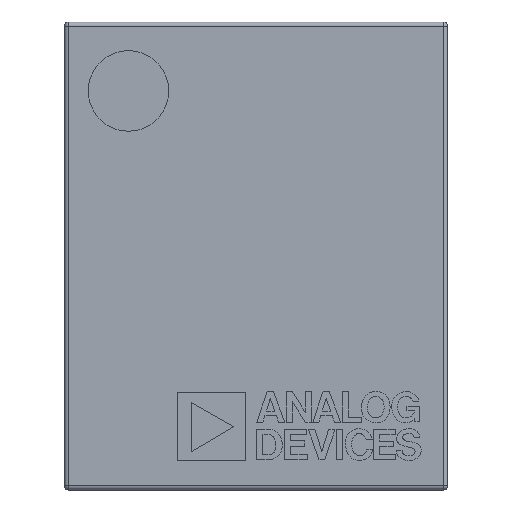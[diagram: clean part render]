
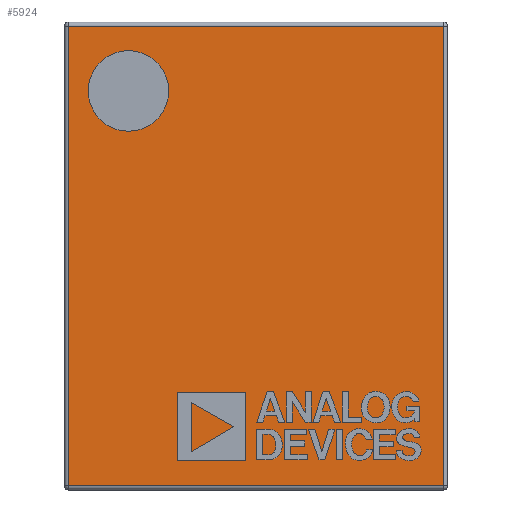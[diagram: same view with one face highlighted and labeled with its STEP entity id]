
A CAD part, top view. The second image highlights one B-rep face of the part: STEP entity #5924.
In plain terms, the highlighted planar face has unit normal (0, 0, 1).
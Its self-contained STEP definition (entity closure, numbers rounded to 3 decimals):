
#338=PLANE('',#6451);
#604=LINE('',#8137,#1290);
#608=LINE('',#8150,#1294);
#610=LINE('',#8153,#1296);
#612=LINE('',#8156,#1298);
#1290=VECTOR('',#6813,10.);
#1294=VECTOR('',#6829,10.);
#1296=VECTOR('',#6833,10.);
#1298=VECTOR('',#6837,10.);
#2002=FACE_OUTER_BOUND('',#2358,.T.);
#2358=EDGE_LOOP('',(#4261,#4262,#4263,#4264));
#2749=VERTEX_POINT('',#8095);
#2755=VERTEX_POINT('',#8118);
#2758=VERTEX_POINT('',#8128);
#2761=VERTEX_POINT('',#8141);
#3344=EDGE_CURVE('',#2749,#2758,#604,.T.);
#3351=EDGE_CURVE('',#2758,#2761,#608,.T.);
#3353=EDGE_CURVE('',#2761,#2755,#610,.T.);
#3355=EDGE_CURVE('',#2755,#2749,#612,.T.);
#4261=ORIENTED_EDGE('',*,*,#3344,.F.);
#4262=ORIENTED_EDGE('',*,*,#3355,.F.);
#4263=ORIENTED_EDGE('',*,*,#3353,.F.);
#4264=ORIENTED_EDGE('',*,*,#3351,.F.);
#5924=ADVANCED_FACE('',(#2002),#338,.T.);
#6451=AXIS2_PLACEMENT_3D('',#8166,#6853,#6854);
#6813=DIRECTION('',(-1.,0.,0.));
#6829=DIRECTION('',(0.,1.,0.));
#6833=DIRECTION('',(1.,0.,0.));
#6837=DIRECTION('',(0.,-1.,0.));
#6853=DIRECTION('center_axis',(0.,0.,1.));
#6854=DIRECTION('ref_axis',(1.,0.,0.));
#8095=CARTESIAN_POINT('',(0.57,-0.465,0.36));
#8118=CARTESIAN_POINT('',(0.57,0.465,0.36));
#8128=CARTESIAN_POINT('',(-0.57,-0.465,0.36));
#8137=CARTESIAN_POINT('',(-0.29,-0.465,0.36));
#8141=CARTESIAN_POINT('',(-0.57,0.465,0.36));
#8150=CARTESIAN_POINT('',(-0.57,0.238,0.36));
#8153=CARTESIAN_POINT('',(0.29,0.465,0.36));
#8156=CARTESIAN_POINT('',(0.57,-0.238,0.36));
#8166=CARTESIAN_POINT('Origin',(0.,0.,
0.36));
